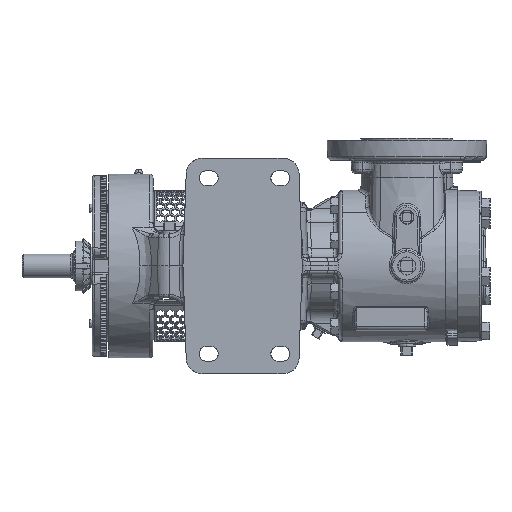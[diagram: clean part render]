
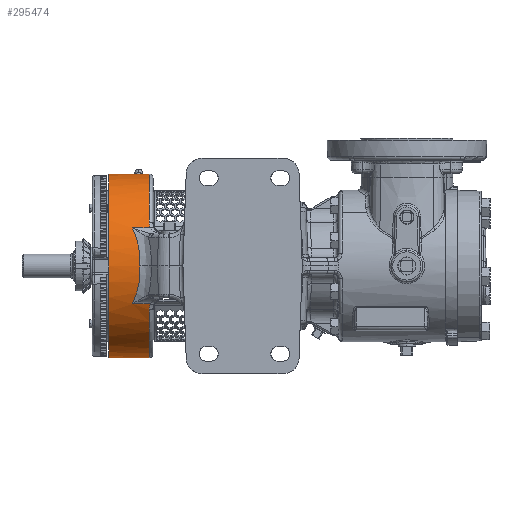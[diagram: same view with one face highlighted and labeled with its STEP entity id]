
A CAD part, front view. The second image highlights one B-rep face of the part: STEP entity #295474.
In plain terms, the highlighted cylindrical face has radius 73.025 mm (diameter 146.05 mm), a partial arc.
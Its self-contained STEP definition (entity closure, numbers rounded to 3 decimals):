
#3864 = DIRECTION ( 'NONE',  ( -1., 0., 0. ) ) ;
#4903 = CARTESIAN_POINT ( 'NONE',  ( -245.47, -66.471, -30.237 ) ) ;
#7245 = CARTESIAN_POINT ( 'NONE',  ( -245.47, -66.471, 30.237 ) ) ;
#14477 = DIRECTION ( 'NONE',  ( -1., 0., 0. ) ) ;
#17772 = DIRECTION ( 'NONE',  ( 0., 0., -1. ) ) ;
#18910 = VERTEX_POINT ( 'NONE', #264349 ) ;
#21259 = LINE ( 'NONE', #277698, #194044 ) ;
#27317 = CARTESIAN_POINT ( 'NONE',  ( -190.5, 0., 73.025 ) ) ;
#33663 = VERTEX_POINT ( 'NONE', #335395 ) ;
#38865 = CARTESIAN_POINT ( 'NONE',  ( -245.47, 0., 73.025 ) ) ;
#43913 = CARTESIAN_POINT ( 'NONE',  ( -158.005, -65.753, -31.781 ) ) ;
#47385 = CARTESIAN_POINT ( 'NONE',  ( -157.447, -66.471, -30.237 ) ) ;
#51095 = VERTEX_POINT ( 'NONE', #254136 ) ;
#53485 = CYLINDRICAL_SURFACE ( 'NONE', #206208, 73.025 ) ;
#55148 =( BOUNDED_CURVE ( )  B_SPLINE_CURVE ( 3, ( #192249, #329648, #139078, #333260 ),
 .UNSPECIFIED., .F., .T. ) 
 B_SPLINE_CURVE_WITH_KNOTS ( ( 4, 4 ),
 ( 2.764, 3.191 ),
 .UNSPECIFIED. ) 
 CURVE ( )  GEOMETRIC_REPRESENTATION_ITEM ( )  RATIONAL_B_SPLINE_CURVE ( ( 1., 0.985, 0.985, 1. ) ) 
 REPRESENTATION_ITEM ( '' )  );
#55310 = FACE_OUTER_BOUND ( 'NONE', #267256, .T. ) ;
#58604 = EDGE_CURVE ( 'NONE', #131985, #112175, #138756, .T. ) ;
#59666 = CARTESIAN_POINT ( 'NONE',  ( -171.753, -66.471, 30.237 ) ) ;
#62762 = EDGE_CURVE ( 'NONE', #343269, #140761, #21259, .T. ) ;
#66241 = CIRCLE ( 'NONE', #200826, 73.025 ) ;
#69982 = DIRECTION ( 'NONE',  ( -1., 0., 0. ) ) ;
#71346 = DIRECTION ( 'NONE',  ( 0., 0., -1. ) ) ;
#72983 = ORIENTED_EDGE ( 'NONE', *, *, #124423, .T. ) ;
#76289 =( BOUNDED_CURVE ( )  B_SPLINE_CURVE ( 3, ( #255617, #87116, #198833, #59666 ),
 .UNSPECIFIED., .F., .F. ) 
 B_SPLINE_CURVE_WITH_KNOTS ( ( 4, 4 ),
 ( 3.092, 3.519 ),
 .UNSPECIFIED. ) 
 CURVE ( )  GEOMETRIC_REPRESENTATION_ITEM ( )  RATIONAL_B_SPLINE_CURVE ( ( 1., 0.985, 0.985, 1. ) ) 
 REPRESENTATION_ITEM ( '' )  );
#79435 = ORIENTED_EDGE ( 'NONE', *, *, #334525, .T. ) ;
#82849 = ORIENTED_EDGE ( 'NONE', *, *, #129828, .T. ) ;
#87116 = CARTESIAN_POINT ( 'NONE',  ( -165.205, -73.025, 10.471 ) ) ;
#88150 = CARTESIAN_POINT ( 'NONE',  ( -245.47, 0., 0. ) ) ;
#89895 = CARTESIAN_POINT ( 'NONE',  ( -158.391, 0., 0. ) ) ;
#95380 = ORIENTED_EDGE ( 'NONE', *, *, #58604, .T. ) ;
#108010 = EDGE_CURVE ( 'NONE', #112175, #18910, #55148, .T. ) ;
#112175 = VERTEX_POINT ( 'NONE', #232412 ) ;
#115650 = DIRECTION ( 'NONE',  ( 0., 0., 1. ) ) ;
#115778 = ORIENTED_EDGE ( 'NONE', *, *, #238612, .T. ) ;
#119371 = VERTEX_POINT ( 'NONE', #178871 ) ;
#124232 = DIRECTION ( 'NONE',  ( 0., 1., 0. ) ) ;
#124423 = EDGE_CURVE ( 'NONE', #343269, #244276, #311449, .T. ) ;
#129828 = EDGE_CURVE ( 'NONE', #33663, #196251, #254600, .T. ) ;
#131985 = VERTEX_POINT ( 'NONE', #47385 ) ;
#132996 = DIRECTION ( 'NONE',  ( -1., 0., 0. ) ) ;
#137490 = ORIENTED_EDGE ( 'NONE', *, *, #353463, .F. ) ;
#138273 = VECTOR ( 'NONE', #342383, 1000. ) ;
#138756 = LINE ( 'NONE', #4903, #209216 ) ;
#139078 = CARTESIAN_POINT ( 'NONE',  ( -165.205, -73.025, -10.471 ) ) ;
#140761 = VERTEX_POINT ( 'NONE', #307180 ) ;
#147764 = CARTESIAN_POINT ( 'NONE',  ( -158.315, -64.974, 33.344 ) ) ;
#150130 = EDGE_CURVE ( 'NONE', #244276, #131985, #355459, .T. ) ;
#151393 = CARTESIAN_POINT ( 'NONE',  ( -158.391, -64.564, 34.132 ) ) ;
#169859 = DIRECTION ( 'NONE',  ( -1., 0., 0. ) ) ;
#177179 = CARTESIAN_POINT ( 'NONE',  ( -157.447, -66.471, 30.237 ) ) ;
#178169 = ORIENTED_EDGE ( 'NONE', *, *, #358899, .T. ) ;
#178871 = CARTESIAN_POINT ( 'NONE',  ( -158.391, 0., 73.025 ) ) ;
#180113 = AXIS2_PLACEMENT_3D ( 'NONE', #205039, #14477, #71346 ) ;
#182543 = AXIS2_PLACEMENT_3D ( 'NONE', #89895, #325537, #17772 ) ;
#183147 = CARTESIAN_POINT ( 'NONE',  ( -157.447, -66.471, -30.237 ) ) ;
#192249 = CARTESIAN_POINT ( 'NONE',  ( -171.753, -66.471, -30.237 ) ) ;
#194044 = VECTOR ( 'NONE', #132996, 1000. ) ;
#196251 = VERTEX_POINT ( 'NONE', #220355 ) ;
#198833 = CARTESIAN_POINT ( 'NONE',  ( -167.215, -70.807, 20.705 ) ) ;
#200826 = AXIS2_PLACEMENT_3D ( 'NONE', #345789, #263403, #124232 ) ;
#205039 = CARTESIAN_POINT ( 'NONE',  ( -158.391, 0., 0. ) ) ;
#206208 = AXIS2_PLACEMENT_3D ( 'NONE', #88150, #3864, #115650 ) ;
#208796 = CARTESIAN_POINT ( 'NONE',  ( -158.391, -64.132, -34.924 ) ) ;
#209216 = VECTOR ( 'NONE', #169859, 1000. ) ;
#209368 = CIRCLE ( 'NONE', #180113, 73.025 ) ;
#220355 = CARTESIAN_POINT ( 'NONE',  ( -157.447, -66.471, 30.237 ) ) ;
#232412 = CARTESIAN_POINT ( 'NONE',  ( -171.753, -66.471, -30.237 ) ) ;
#232514 = CARTESIAN_POINT ( 'NONE',  ( -158.391, 0., -73.025 ) ) ;
#238612 = EDGE_CURVE ( 'NONE', #51095, #119371, #209368, .T. ) ;
#244276 = VERTEX_POINT ( 'NONE', #297356 ) ;
#252122 = B_SPLINE_CURVE_WITH_KNOTS ( 'NONE', 3,
 ( #177179, #340152, #263125, #147764, #151393, #312760 ),
 .UNSPECIFIED., .F., .F.,
 ( 4, 2, 4 ),
 ( 0., 0.003, 0.005 ),
 .UNSPECIFIED. ) ;
#254136 = CARTESIAN_POINT ( 'NONE',  ( -158.391, -64.132, 34.924 ) ) ;
#254600 = LINE ( 'NONE', #7245, #138273 ) ;
#255617 = CARTESIAN_POINT ( 'NONE',  ( -165.812, -73.025, 0. ) ) ;
#263125 = CARTESIAN_POINT ( 'NONE',  ( -158.005, -65.753, 31.781 ) ) ;
#263403 = DIRECTION ( 'NONE',  ( -1., 0., 0. ) ) ;
#264107 = LINE ( 'NONE', #38865, #347256 ) ;
#264349 = CARTESIAN_POINT ( 'NONE',  ( -165.812, -73.025, 0. ) ) ;
#267256 = EDGE_LOOP ( 'NONE', ( #334087, #72983, #349093, #95380, #344441, #178169, #82849, #79435, #115778, #309509, #137490 ) ) ;
#277698 = CARTESIAN_POINT ( 'NONE',  ( -245.47, 0., -73.025 ) ) ;
#287145 = EDGE_CURVE ( 'NONE', #119371, #301092, #264107, .T. ) ;
#295474 = ADVANCED_FACE ( 'Defeatured_0_3581', ( #55310 ), #53485, .T. ) ;
#297356 = CARTESIAN_POINT ( 'NONE',  ( -158.391, -64.132, -34.924 ) ) ;
#301092 = VERTEX_POINT ( 'NONE', #27317 ) ;
#307180 = CARTESIAN_POINT ( 'NONE',  ( -190.5, 0., -73.025 ) ) ;
#309509 = ORIENTED_EDGE ( 'NONE', *, *, #287145, .T. ) ;
#311449 = CIRCLE ( 'NONE', #182543, 73.025 ) ;
#312760 = CARTESIAN_POINT ( 'NONE',  ( -158.391, -64.132, 34.924 ) ) ;
#316992 = CARTESIAN_POINT ( 'NONE',  ( -158.315, -64.974, -33.344 ) ) ;
#322392 = CARTESIAN_POINT ( 'NONE',  ( -157.772, -66.122, -31.005 ) ) ;
#325537 = DIRECTION ( 'NONE',  ( -1., 0., 0. ) ) ;
#329648 = CARTESIAN_POINT ( 'NONE',  ( -167.215, -70.807, -20.705 ) ) ;
#333260 = CARTESIAN_POINT ( 'NONE',  ( -165.812, -73.025, 0. ) ) ;
#334087 = ORIENTED_EDGE ( 'NONE', *, *, #62762, .F. ) ;
#334525 = EDGE_CURVE ( 'NONE', #196251, #51095, #252122, .T. ) ;
#335395 = CARTESIAN_POINT ( 'NONE',  ( -171.753, -66.471, 30.237 ) ) ;
#340152 = CARTESIAN_POINT ( 'NONE',  ( -157.772, -66.122, 31.005 ) ) ;
#342383 = DIRECTION ( 'NONE',  ( 1., 0., 0. ) ) ;
#343269 = VERTEX_POINT ( 'NONE', #232514 ) ;
#344441 = ORIENTED_EDGE ( 'NONE', *, *, #108010, .T. ) ;
#345789 = CARTESIAN_POINT ( 'NONE',  ( -190.5, 0., 0. ) ) ;
#347256 = VECTOR ( 'NONE', #69982, 1000. ) ;
#349093 = ORIENTED_EDGE ( 'NONE', *, *, #150130, .T. ) ;
#349675 = CARTESIAN_POINT ( 'NONE',  ( -158.391, -64.564, -34.132 ) ) ;
#353463 = EDGE_CURVE ( 'NONE', #140761, #301092, #66241, .T. ) ;
#355459 = B_SPLINE_CURVE_WITH_KNOTS ( 'NONE', 3,
 ( #208796, #349675, #316992, #43913, #322392, #183147 ),
 .UNSPECIFIED., .F., .F.,
 ( 4, 2, 4 ),
 ( 0., 0.003, 0.005 ),
 .UNSPECIFIED. ) ;
#358899 = EDGE_CURVE ( 'NONE', #18910, #33663, #76289, .T. ) ;
